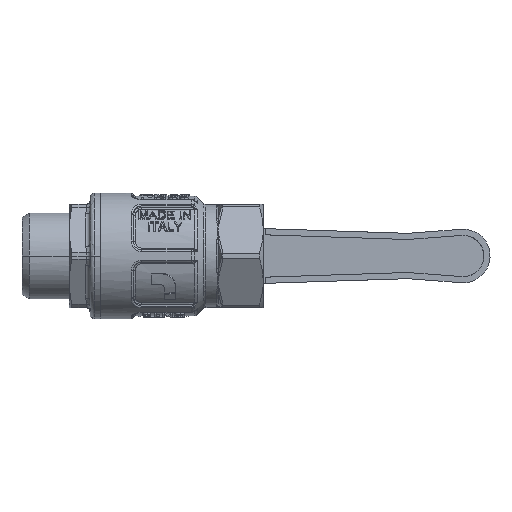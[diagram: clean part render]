
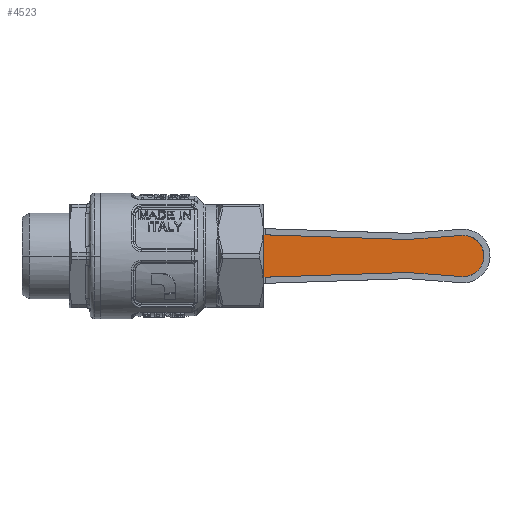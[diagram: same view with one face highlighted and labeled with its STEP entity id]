
A CAD part, front view. The second image highlights one B-rep face of the part: STEP entity #4523.
In plain terms, the highlighted planar face has unit normal (0, -1, 0).
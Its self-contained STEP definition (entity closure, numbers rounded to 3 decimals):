
#246 = EDGE_CURVE ( 'NONE', #48265, #16002, #16272, .T. ) ;
#339 = VERTEX_POINT ( 'NONE', #27201 ) ;
#773 = CARTESIAN_POINT ( 'NONE',  ( 76.005, 39.8, 4.34 ) ) ;
#1073 = VERTEX_POINT ( 'NONE', #36597 ) ;
#2779 = ORIENTED_EDGE ( 'NONE', *, *, #18856, .F. ) ;
#3172 = EDGE_LOOP ( 'NONE', ( #17708, #45127, #3534, #2779, #3253, #35263, #9526, #9536 ) ) ;
#3253 = ORIENTED_EDGE ( 'NONE', *, *, #246, .F. ) ;
#3263 = EDGE_CURVE ( 'NONE', #14083, #1073, #7810, .T. ) ;
#3491 = CARTESIAN_POINT ( 'NONE',  ( 77.994, 39.8, -2.217 ) ) ;
#3534 = ORIENTED_EDGE ( 'NONE', *, *, #45535, .T. ) ;
#3775 = CARTESIAN_POINT ( 'NONE',  ( 60.032, 39.8, 3.998 ) ) ;
#4138 = B_SPLINE_CURVE_WITH_KNOTS ( 'NONE', 3,
 ( #29748, #29918, #10664, #14681 ),
 .UNSPECIFIED., .F., .F.,
 ( 4, 4 ),
 ( 0., 1. ),
 .UNSPECIFIED. ) ;
#4198 = VERTEX_POINT ( 'NONE', #38745 ) ;
#4299 = CARTESIAN_POINT ( 'NONE',  ( 75.717, 39.8, 4.494 ) ) ;
#4523 = ADVANCED_FACE ( 'NONE', ( #7268 ), #20921, .F. ) ;
#4626 = CARTESIAN_POINT ( 'NONE',  ( 78.468, 39.8, -0.653 ) ) ;
#4879 = CARTESIAN_POINT ( 'NONE',  ( 47.574, 39.8, -4.408 ) ) ;
#5719 = CARTESIAN_POINT ( 'NONE',  ( 60.032, 39.8, -3.998 ) ) ;
#5898 = CARTESIAN_POINT ( 'NONE',  ( 68.76, 39.8, -4.657 ) ) ;
#6902 = CARTESIAN_POINT ( 'NONE',  ( 22.657, 39.8, -5.228 ) ) ;
#7268 = FACE_OUTER_BOUND ( 'NONE', #3172, .T. ) ;
#7810 = B_SPLINE_CURVE_WITH_KNOTS ( 'NONE', 3,
 ( #47513, #4879, #13268, #40026 ),
 .UNSPECIFIED., .F., .F.,
 ( 4, 4 ),
 ( 0., 1. ),
 .UNSPECIFIED. ) ;
#9526 = ORIENTED_EDGE ( 'NONE', *, *, #36049, .T. ) ;
#9536 = ORIENTED_EDGE ( 'NONE', *, *, #3263, .F. ) ;
#10575 = CARTESIAN_POINT ( 'NONE',  ( 22.657, 39.8, -1.743 ) ) ;
#10664 = CARTESIAN_POINT ( 'NONE',  ( 47.574, 39.8, 4.408 ) ) ;
#11183 = CARTESIAN_POINT ( 'NONE',  ( 74.798, 39.8, -4.84 ) ) ;
#11508 = CARTESIAN_POINT ( 'NONE',  ( 75.717, 39.8, -4.494 ) ) ;
#11994 = CARTESIAN_POINT ( 'NONE',  ( 78.5, 39.8, -0.329 ) ) ;
#12317 = CARTESIAN_POINT ( 'NONE',  ( 78.34, 39.8, -1.298 ) ) ;
#12493 = CARTESIAN_POINT ( 'NONE',  ( 77.268, 39.8, 3.303 ) ) ;
#13268 = CARTESIAN_POINT ( 'NONE',  ( 35.115, 39.8, -4.818 ) ) ;
#13679 = CARTESIAN_POINT ( 'NONE',  ( 73.249, 39.8, -4.995 ) ) ;
#14083 = VERTEX_POINT ( 'NONE', #15024 ) ;
#14681 = CARTESIAN_POINT ( 'NONE',  ( 60.032, 39.8, 3.998 ) ) ;
#14885 = CARTESIAN_POINT ( 'NONE',  ( 76.005, 39.8, -4.34 ) ) ;
#15024 = CARTESIAN_POINT ( 'NONE',  ( 60.032, 39.8, -3.998 ) ) ;
#15713 = CARTESIAN_POINT ( 'NONE',  ( 78.5, 39.8, 0.329 ) ) ;
#16002 = VERTEX_POINT ( 'NONE', #37946 ) ;
#16272 = B_SPLINE_CURVE_WITH_KNOTS ( 'NONE', 3,
 ( #3775, #45603, #19199, #23061 ),
 .UNSPECIFIED., .F., .F.,
 ( 4, 4 ),
 ( 0., 1. ),
 .UNSPECIFIED. ) ;
#16402 = DIRECTION ( 'NONE',  ( 1., 0., 0. ) ) ;
#16921 = AXIS2_PLACEMENT_3D ( 'NONE', #31940, #28428, #16402 ) ;
#17617 = B_SPLINE_CURVE_WITH_KNOTS ( 'NONE', 3,
 ( #21582, #33274, #21912, #29591 ),
 .UNSPECIFIED., .F., .F.,
 ( 4, 4 ),
 ( 0., 1. ),
 .UNSPECIFIED. ) ;
#17708 = ORIENTED_EDGE ( 'NONE', *, *, #40050, .F. ) ;
#18856 = EDGE_CURVE ( 'NONE', #16002, #339, #17617, .T. ) ;
#19199 = CARTESIAN_POINT ( 'NONE',  ( 68.76, 39.8, 4.657 ) ) ;
#19233 = CARTESIAN_POINT ( 'NONE',  ( 76.803, 39.8, -3.768 ) ) ;
#19560 = CARTESIAN_POINT ( 'NONE',  ( 73.5, 39.8, 5. ) ) ;
#19891 = CARTESIAN_POINT ( 'NONE',  ( 77.84, 39.8, 2.505 ) ) ;
#20013 = B_SPLINE_CURVE_WITH_KNOTS ( 'NONE', 3,
 ( #25672, #41052, #10575, #6902 ),
 .UNSPECIFIED., .F., .F.,
 ( 4, 4 ),
 ( 0., 1. ),
 .UNSPECIFIED. ) ;
#20218 = CARTESIAN_POINT ( 'NONE',  ( 78.34, 39.8, 1.298 ) ) ;
#20921 = PLANE ( 'NONE',  #16921 ) ;
#21328 = B_SPLINE_CURVE_WITH_KNOTS ( 'NONE', 3,
 ( #40273, #47917, #13679, #33890 ),
 .UNSPECIFIED., .F., .F.,
 ( 4, 4 ),
 ( 0., 1. ),
 .UNSPECIFIED. ) ;
#21582 = CARTESIAN_POINT ( 'NONE',  ( 73.124, 39.8, 4.986 ) ) ;
#21912 = CARTESIAN_POINT ( 'NONE',  ( 73.375, 39.8, 5. ) ) ;
#23061 = CARTESIAN_POINT ( 'NONE',  ( 73.124, 39.8, 4.986 ) ) ;
#23587 = CARTESIAN_POINT ( 'NONE',  ( 76.551, 39.8, 3.975 ) ) ;
#24152 = VERTEX_POINT ( 'NONE', #38860 ) ;
#24536 = CARTESIAN_POINT ( 'NONE',  ( 60.032, 39.8, 3.998 ) ) ;
#24838 = CARTESIAN_POINT ( 'NONE',  ( 73.124, 39.8, -4.986 ) ) ;
#25672 = CARTESIAN_POINT ( 'NONE',  ( 22.657, 39.8, 5.228 ) ) ;
#26056 = EDGE_CURVE ( 'NONE', #4198, #48265, #4138, .T. ) ;
#26444 = CARTESIAN_POINT ( 'NONE',  ( 77.84, 39.8, -2.505 ) ) ;
#27082 = CARTESIAN_POINT ( 'NONE',  ( 74.153, 39.8, -4.968 ) ) ;
#27201 = CARTESIAN_POINT ( 'NONE',  ( 73.5, 39.8, 5. ) ) ;
#28428 = DIRECTION ( 'NONE',  ( 0., 1., 0. ) ) ;
#29591 = CARTESIAN_POINT ( 'NONE',  ( 73.5, 39.8, 5. ) ) ;
#29748 = CARTESIAN_POINT ( 'NONE',  ( 22.657, 39.8, 5.228 ) ) ;
#29918 = CARTESIAN_POINT ( 'NONE',  ( 35.115, 39.8, 4.818 ) ) ;
#30449 = CARTESIAN_POINT ( 'NONE',  ( 75.11, 39.8, -4.745 ) ) ;
#31109 = CARTESIAN_POINT ( 'NONE',  ( 76.803, 39.8, 3.768 ) ) ;
#31940 = CARTESIAN_POINT ( 'NONE',  ( 73.5, 39.8, 0. ) ) ;
#33274 = CARTESIAN_POINT ( 'NONE',  ( 73.249, 39.8, 4.995 ) ) ;
#33890 = CARTESIAN_POINT ( 'NONE',  ( 73.124, 39.8, -4.986 ) ) ;
#34025 = B_SPLINE_CURVE_WITH_KNOTS ( 'NONE', 3,
 ( #45639, #34439, #27082, #11183, #30449, #11508, #14885, #34280, #19233, #38121, #49266, #26444, #3491, #38287, #12317, #4626, #11994, #15713, #46441, #20218, #34760, #46291, #19891, #38933, #12493, #31109, #23587, #773, #4299, #35076, #42471, #19560 ),
 .UNSPECIFIED., .F., .F.,
 ( 4, 2, 2, 2, 2, 2, 2, 2, 2, 2, 2, 2, 2, 2, 2, 4 ),
 ( 0., 0.063, 0.125, 0.188, 0.25, 0.313, 0.375, 0.438, 0.5, 0.563, 0.625, 0.688, 0.75, 0.813, 0.875, 1. ),
 .UNSPECIFIED. ) ;
#34248 = CARTESIAN_POINT ( 'NONE',  ( 73.5, 39.8, -5. ) ) ;
#34280 = CARTESIAN_POINT ( 'NONE',  ( 76.551, 39.8, -3.975 ) ) ;
#34439 = CARTESIAN_POINT ( 'NONE',  ( 73.828, 39.8, -5. ) ) ;
#34760 = CARTESIAN_POINT ( 'NONE',  ( 78.245, 39.8, 1.61 ) ) ;
#34874 = EDGE_CURVE ( 'NONE', #41186, #24152, #21328, .T. ) ;
#35076 = CARTESIAN_POINT ( 'NONE',  ( 74.806, 39.8, 4.871 ) ) ;
#35263 = ORIENTED_EDGE ( 'NONE', *, *, #26056, .F. ) ;
#36049 = EDGE_CURVE ( 'NONE', #4198, #1073, #20013, .T. ) ;
#36597 = CARTESIAN_POINT ( 'NONE',  ( 22.657, 39.8, -5.228 ) ) ;
#37946 = CARTESIAN_POINT ( 'NONE',  ( 73.124, 39.8, 4.986 ) ) ;
#38121 = CARTESIAN_POINT ( 'NONE',  ( 77.268, 39.8, -3.303 ) ) ;
#38287 = CARTESIAN_POINT ( 'NONE',  ( 78.245, 39.8, -1.61 ) ) ;
#38745 = CARTESIAN_POINT ( 'NONE',  ( 22.657, 39.8, 5.228 ) ) ;
#38860 = CARTESIAN_POINT ( 'NONE',  ( 73.124, 39.8, -4.986 ) ) ;
#38933 = CARTESIAN_POINT ( 'NONE',  ( 77.475, 39.8, 3.051 ) ) ;
#40026 = CARTESIAN_POINT ( 'NONE',  ( 22.657, 39.8, -5.228 ) ) ;
#40033 = CARTESIAN_POINT ( 'NONE',  ( 64.396, 39.8, -4.327 ) ) ;
#40050 = EDGE_CURVE ( 'NONE', #24152, #14083, #45491, .T. ) ;
#40273 = CARTESIAN_POINT ( 'NONE',  ( 73.5, 39.8, -5. ) ) ;
#41052 = CARTESIAN_POINT ( 'NONE',  ( 22.657, 39.8, 1.743 ) ) ;
#41186 = VERTEX_POINT ( 'NONE', #34248 ) ;
#42471 = CARTESIAN_POINT ( 'NONE',  ( 74.156, 39.8, 5. ) ) ;
#45127 = ORIENTED_EDGE ( 'NONE', *, *, #34874, .F. ) ;
#45491 = B_SPLINE_CURVE_WITH_KNOTS ( 'NONE', 3,
 ( #24838, #5898, #40033, #5719 ),
 .UNSPECIFIED., .F., .F.,
 ( 4, 4 ),
 ( 0., 1. ),
 .UNSPECIFIED. ) ;
#45535 = EDGE_CURVE ( 'NONE', #41186, #339, #34025, .T. ) ;
#45603 = CARTESIAN_POINT ( 'NONE',  ( 64.396, 39.8, 4.327 ) ) ;
#45639 = CARTESIAN_POINT ( 'NONE',  ( 73.5, 39.8, -5. ) ) ;
#46291 = CARTESIAN_POINT ( 'NONE',  ( 77.994, 39.8, 2.217 ) ) ;
#46441 = CARTESIAN_POINT ( 'NONE',  ( 78.468, 39.8, 0.653 ) ) ;
#47513 = CARTESIAN_POINT ( 'NONE',  ( 60.032, 39.8, -3.998 ) ) ;
#47917 = CARTESIAN_POINT ( 'NONE',  ( 73.375, 39.8, -5. ) ) ;
#48265 = VERTEX_POINT ( 'NONE', #24536 ) ;
#49266 = CARTESIAN_POINT ( 'NONE',  ( 77.475, 39.8, -3.051 ) ) ;
